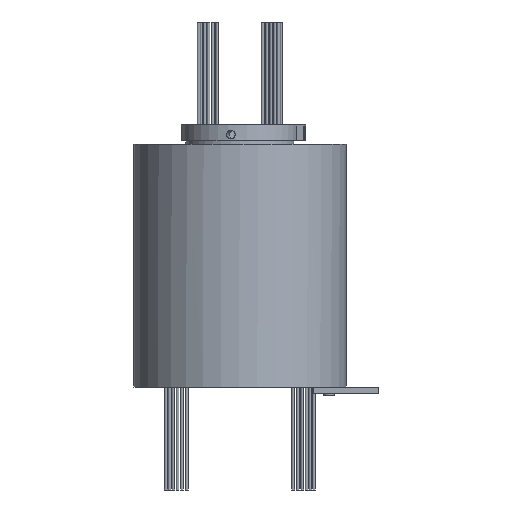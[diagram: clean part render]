
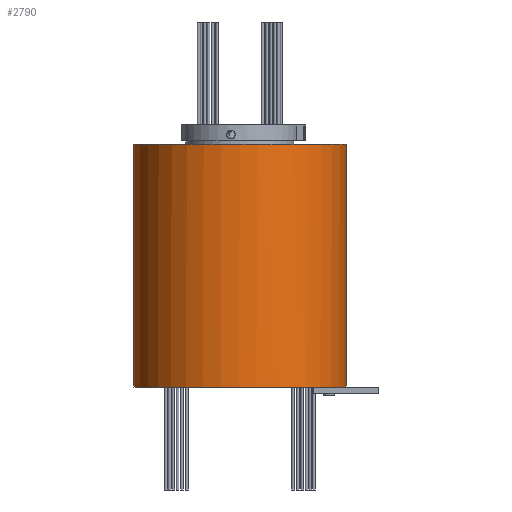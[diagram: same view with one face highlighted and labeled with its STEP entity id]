
A CAD part, front view. The second image highlights one B-rep face of the part: STEP entity #2790.
In plain terms, the highlighted cylindrical face has radius 49.5 mm (diameter 99 mm), a partial arc.
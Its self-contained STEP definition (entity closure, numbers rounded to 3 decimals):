
#482 = AXIS2_PLACEMENT_3D ( 'NONE', #10730, #14577, #12142 ) ;
#486 = AXIS2_PLACEMENT_3D ( 'NONE', #15640, #6135, #14166 ) ;
#1259 = CARTESIAN_POINT ( 'NONE',  ( 0., 0., 0. ) ) ;
#1425 = DIRECTION ( 'NONE',  ( 0., 0., 1. ) ) ;
#2760 = DIRECTION ( 'NONE',  ( 1., 0., 0. ) ) ;
#2790 = ADVANCED_FACE ( 'NONE', ( #12725 ), #3924, .T. ) ;
#3216 = CARTESIAN_POINT ( 'NONE',  ( -49.5, 0., -113.1 ) ) ;
#3573 = EDGE_CURVE ( 'NONE', #12082, #5019, #9346, .T. ) ;
#3924 = CYLINDRICAL_SURFACE ( 'NONE', #486, 49.5 ) ;
#4047 = VERTEX_POINT ( 'NONE', #14598 ) ;
#5019 = VERTEX_POINT ( 'NONE', #11727 ) ;
#5096 = ORIENTED_EDGE ( 'NONE', *, *, #3573, .F. ) ;
#5518 = CARTESIAN_POINT ( 'NONE',  ( 49.5, 0., 0. ) ) ;
#5577 = CARTESIAN_POINT ( 'NONE',  ( -49.5, 0., -113.1 ) ) ;
#6135 = DIRECTION ( 'NONE',  ( 0., 0., 1. ) ) ;
#6712 = EDGE_CURVE ( 'NONE', #4047, #14659, #9024, .T. ) ;
#6993 = ORIENTED_EDGE ( 'NONE', *, *, #6712, .T. ) ;
#7562 = ORIENTED_EDGE ( 'NONE', *, *, #12198, .F. ) ;
#8482 = CARTESIAN_POINT ( 'NONE',  ( 49.5, 0., -113.1 ) ) ;
#8538 = DIRECTION ( 'NONE',  ( 0., 0., 1. ) ) ;
#8922 = CIRCLE ( 'NONE', #13861, 49.5 ) ;
#9024 = CIRCLE ( 'NONE', #13743, 49.5 ) ;
#9346 = LINE ( 'NONE', #5577, #14526 ) ;
#10058 = CARTESIAN_POINT ( 'NONE',  ( 49.5, 0., -113.1 ) ) ;
#10467 = DIRECTION ( 'NONE',  ( 1., 0., 0. ) ) ;
#10730 = CARTESIAN_POINT ( 'NONE',  ( 0., 0., -113.1 ) ) ;
#10854 = ORIENTED_EDGE ( 'NONE', *, *, #12520, .T. ) ;
#11176 = VECTOR ( 'NONE', #8538, 1000. ) ;
#11583 = LINE ( 'NONE', #8482, #11176 ) ;
#11727 = CARTESIAN_POINT ( 'NONE',  ( -49.5, 0., 0. ) ) ;
#11935 = DIRECTION ( 'NONE',  ( 0., 0., 1. ) ) ;
#12018 = CARTESIAN_POINT ( 'NONE',  ( 0., 0., -113.1 ) ) ;
#12082 = VERTEX_POINT ( 'NONE', #3216 ) ;
#12142 = DIRECTION ( 'NONE',  ( 1., 0., 0. ) ) ;
#12198 = EDGE_CURVE ( 'NONE', #5019, #15984, #8922, .T. ) ;
#12303 = EDGE_LOOP ( 'NONE', ( #5096, #16991, #6993, #10854, #7562 ) ) ;
#12520 = EDGE_CURVE ( 'NONE', #14659, #15984, #11583, .T. ) ;
#12725 = FACE_OUTER_BOUND ( 'NONE', #12303, .T. ) ;
#13743 = AXIS2_PLACEMENT_3D ( 'NONE', #12018, #14639, #2760 ) ;
#13746 = EDGE_CURVE ( 'NONE', #12082, #4047, #16894, .T. ) ;
#13861 = AXIS2_PLACEMENT_3D ( 'NONE', #1259, #11935, #10467 ) ;
#14166 = DIRECTION ( 'NONE',  ( 1., 0., 0. ) ) ;
#14526 = VECTOR ( 'NONE', #1425, 1000. ) ;
#14577 = DIRECTION ( 'NONE',  ( 0., 0., 1. ) ) ;
#14598 = CARTESIAN_POINT ( 'NONE',  ( 48.58, -9.5, -113.1 ) ) ;
#14639 = DIRECTION ( 'NONE',  ( 0., 0., 1. ) ) ;
#14659 = VERTEX_POINT ( 'NONE', #10058 ) ;
#15640 = CARTESIAN_POINT ( 'NONE',  ( 0., 0., -113.1 ) ) ;
#15984 = VERTEX_POINT ( 'NONE', #5518 ) ;
#16894 = CIRCLE ( 'NONE', #482, 49.5 ) ;
#16991 = ORIENTED_EDGE ( 'NONE', *, *, #13746, .T. ) ;
